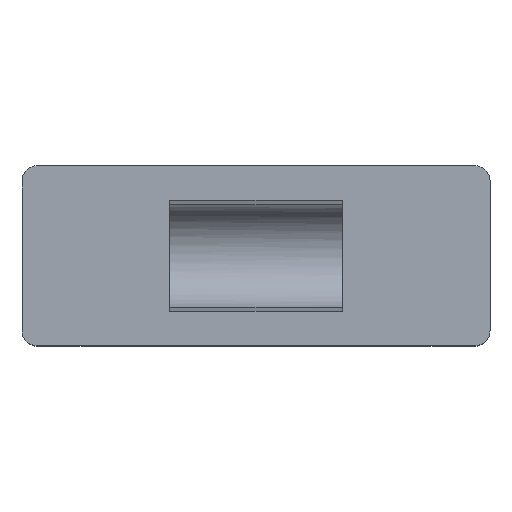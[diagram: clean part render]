
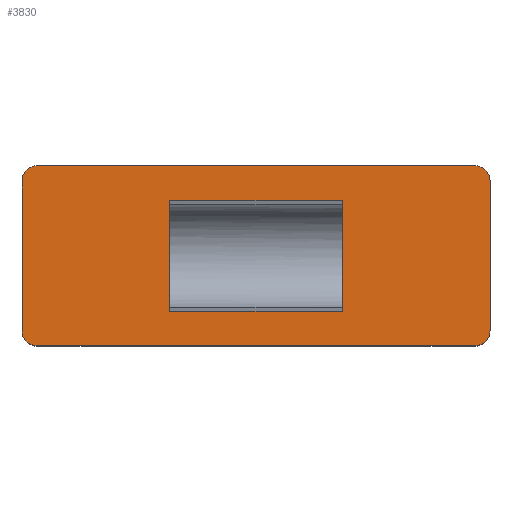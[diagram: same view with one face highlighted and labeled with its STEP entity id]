
A CAD part, top view. The second image highlights one B-rep face of the part: STEP entity #3830.
In plain terms, the highlighted planar face has unit normal (0, 0, 1).
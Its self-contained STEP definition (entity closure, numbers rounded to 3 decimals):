
#144=PLANE('',#4039);
#481=LINE('',#5735,#847);
#488=LINE('',#5748,#854);
#491=LINE('',#5754,#857);
#498=LINE('',#5770,#864);
#500=LINE('',#5773,#866);
#504=LINE('',#5780,#870);
#505=LINE('',#5782,#871);
#506=LINE('',#5783,#872);
#847=VECTOR('',#4744,1000.);
#854=VECTOR('',#4753,1000.);
#857=VECTOR('',#4758,1000.);
#864=VECTOR('',#4775,1000.);
#866=VECTOR('',#4779,1000.);
#870=VECTOR('',#4785,1000.);
#871=VECTOR('',#4788,1000.);
#872=VECTOR('',#4789,1000.);
#1668=ORIENTED_EDGE('',*,*,#2104,.T.);
#1669=ORIENTED_EDGE('',*,*,#2111,.T.);
#1670=ORIENTED_EDGE('',*,*,#2114,.F.);
#1671=ORIENTED_EDGE('',*,*,#2130,.T.);
#1672=ORIENTED_EDGE('',*,*,#2131,.T.);
#1673=ORIENTED_EDGE('',*,*,#2119,.T.);
#1674=ORIENTED_EDGE('',*,*,#2123,.F.);
#1675=ORIENTED_EDGE('',*,*,#2089,.T.);
#1676=ORIENTED_EDGE('',*,*,#2125,.F.);
#1677=ORIENTED_EDGE('',*,*,#2093,.T.);
#1678=ORIENTED_EDGE('',*,*,#2129,.F.);
#1679=ORIENTED_EDGE('',*,*,#2085,.T.);
#2085=EDGE_CURVE('',#2383,#2385,#2467,.T.);
#2089=EDGE_CURVE('',#2387,#2389,#2469,.T.);
#2093=EDGE_CURVE('',#2391,#2393,#2471,.T.);
#2104=EDGE_CURVE('',#2405,#2404,#481,.T.);
#2111=EDGE_CURVE('',#2404,#2409,#488,.T.);
#2114=EDGE_CURVE('',#2411,#2409,#491,.T.);
#2119=EDGE_CURVE('',#2412,#2413,#2472,.T.);
#2123=EDGE_CURVE('',#2387,#2413,#498,.T.);
#2125=EDGE_CURVE('',#2391,#2389,#500,.T.);
#2129=EDGE_CURVE('',#2383,#2393,#504,.T.);
#2130=EDGE_CURVE('',#2411,#2405,#505,.T.);
#2131=EDGE_CURVE('',#2385,#2412,#506,.T.);
#2383=VERTEX_POINT('',#5544);
#2385=VERTEX_POINT('',#5548);
#2387=VERTEX_POINT('',#5553);
#2389=VERTEX_POINT('',#5557);
#2391=VERTEX_POINT('',#5562);
#2393=VERTEX_POINT('',#5566);
#2404=VERTEX_POINT('',#5734);
#2405=VERTEX_POINT('',#5736);
#2409=VERTEX_POINT('',#5747);
#2411=VERTEX_POINT('',#5753);
#2412=VERTEX_POINT('',#5762);
#2413=VERTEX_POINT('',#5763);
#2467=CIRCLE('',#4021,0.8);
#2469=CIRCLE('',#4024,0.8);
#2471=CIRCLE('',#4027,0.8);
#2472=CIRCLE('',#4034,0.8);
#2616=EDGE_LOOP('',(#1668,#1669,#1670,#1671));
#2617=EDGE_LOOP('',(#1672,#1673,#1674,#1675,#1676,#1677,#1678,#1679));
#2766=FACE_BOUND('',#2616,.T.);
#2767=FACE_BOUND('',#2617,.T.);
#3830=ADVANCED_FACE('',(#2766,#2767),#144,.T.);
#4021=AXIS2_PLACEMENT_3D('',#5549,#4713,#4714);
#4024=AXIS2_PLACEMENT_3D('',#5558,#4721,#4722);
#4027=AXIS2_PLACEMENT_3D('',#5567,#4729,#4730);
#4034=AXIS2_PLACEMENT_3D('',#5761,#4767,#4768);
#4039=AXIS2_PLACEMENT_3D('',#5781,#4786,#4787);
#4713=DIRECTION('',(0.,0.,1.));
#4714=DIRECTION('',(-1.,0.,0.));
#4721=DIRECTION('',(0.,0.,1.));
#4722=DIRECTION('',(1.,0.,0.));
#4729=DIRECTION('',(0.,0.,1.));
#4730=DIRECTION('',(0.,1.,0.));
#4744=DIRECTION('',(0.,1.,0.));
#4753=DIRECTION('',(1.,0.,0.));
#4758=DIRECTION('',(0.,1.,0.));
#4767=DIRECTION('',(0.,0.,1.));
#4768=DIRECTION('',(0.,-1.,0.));
#4775=DIRECTION('',(0.,-1.,0.));
#4779=DIRECTION('',(1.,0.,0.));
#4785=DIRECTION('',(0.,1.,0.));
#4786=DIRECTION('',(0.,0.,1.));
#4787=DIRECTION('',(0.,-1.,0.));
#4788=DIRECTION('',(-1.,0.,0.));
#4789=DIRECTION('',(1.,0.,0.));
#5544=CARTESIAN_POINT('',(-12.2,0.8,22.));
#5548=CARTESIAN_POINT('',(-11.4,0.,22.));
#5549=CARTESIAN_POINT('',(-11.4,0.8,22.));
#5553=CARTESIAN_POINT('',(12.2,8.6,22.));
#5557=CARTESIAN_POINT('',(11.4,9.4,22.));
#5558=CARTESIAN_POINT('',(11.4,8.6,22.));
#5562=CARTESIAN_POINT('',(-11.4,9.4,22.));
#5566=CARTESIAN_POINT('',(-12.2,8.6,22.));
#5567=CARTESIAN_POINT('',(-11.4,8.6,22.));
#5734=CARTESIAN_POINT('',(-4.5,7.599,22.));
#5735=CARTESIAN_POINT('',(-4.5,1.801,22.));
#5736=CARTESIAN_POINT('',(-4.5,1.801,22.));
#5747=CARTESIAN_POINT('',(4.5,7.599,22.));
#5748=CARTESIAN_POINT('',(-4.5,7.599,22.));
#5753=CARTESIAN_POINT('',(4.5,1.801,22.));
#5754=CARTESIAN_POINT('',(4.5,1.801,22.));
#5761=CARTESIAN_POINT('',(11.4,0.8,22.));
#5762=CARTESIAN_POINT('',(11.4,0.,22.));
#5763=CARTESIAN_POINT('',(12.2,0.8,22.));
#5770=CARTESIAN_POINT('',(12.2,8.6,22.));
#5773=CARTESIAN_POINT('',(-11.4,9.4,22.));
#5780=CARTESIAN_POINT('',(-12.2,0.8,22.));
#5781=CARTESIAN_POINT('',(-12.81,9.635,22.));
#5782=CARTESIAN_POINT('',(4.5,1.801,22.));
#5783=CARTESIAN_POINT('',(-11.4,0.,22.));
